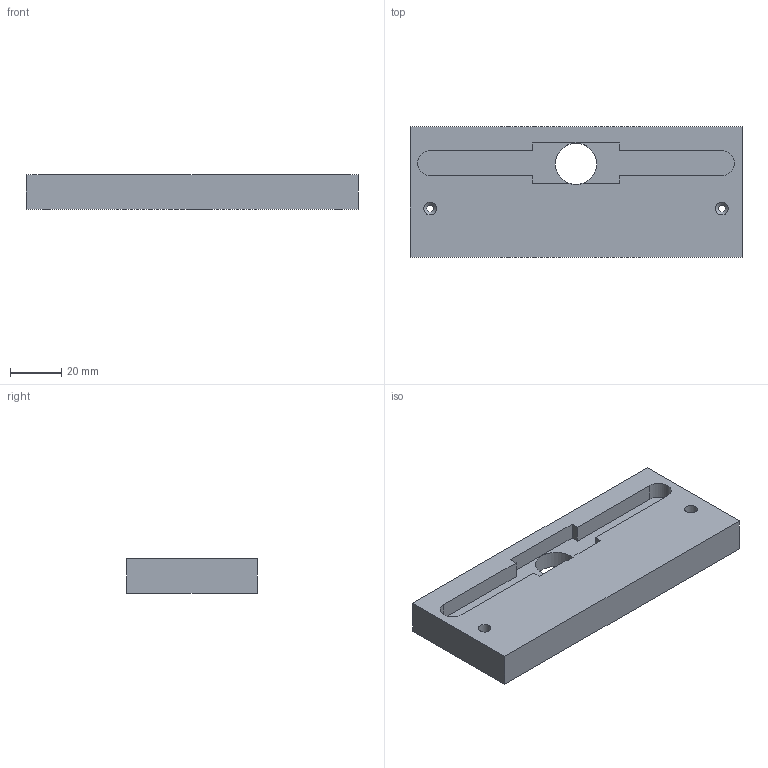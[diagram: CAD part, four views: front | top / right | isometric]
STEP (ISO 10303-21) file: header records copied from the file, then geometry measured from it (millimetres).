
FILE_DESCRIPTION(/* description */ (''),/* implementation_level */ '2;1');
FILE_NAME(/* name */ 'base support.step',/* time_stamp */ '2023-12-01T16:10:14+08:00',/* author */ (''),/* organization */ (''),/* preprocessor_version */ 'ST-DEVELOPER v20',/* originating_system */ 'Autodesk Translation Framework v12.14.0.127',/* authorisation */ '');
FILE_SCHEMA (('AUTOMOTIVE_DESIGN { 1 0 10303 214 3 1 1 }'));
Length unit declared in the file: millimetre
Products named in the file (1): 无标题
Bounding box: 130 x 51 x 13.4 mm (x, y, z)
Volume: 77840.9 mm3; surface area: 20129.4 mm2
Topology: 1 solids, 1 shells, 27 faces, 73 edges, 48 vertices
Faces by surface type: plane 18, cylinder 7, cone 2
Full cylindrical faces by diameter (mm): 2.8 x2, 5 x2, 16.2 x1
Entity records: 894 total; most frequent: CARTESIAN_POINT 149, DIRECTION 147, ORIENTED_EDGE 146, EDGE_CURVE 73, LINE 55, VECTOR 55, VERTEX_POINT 48, AXIS2_PLACEMENT_3D 46
